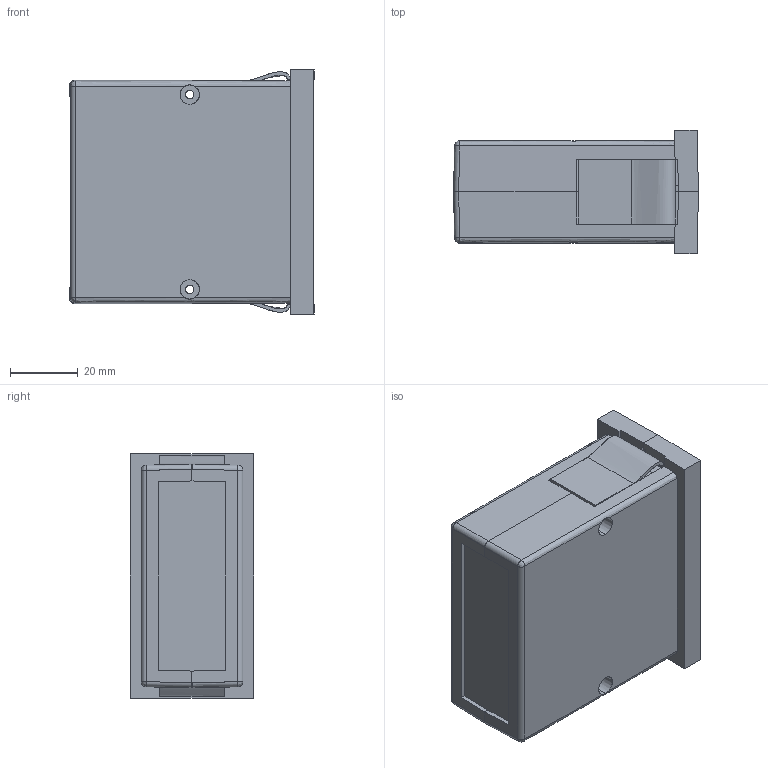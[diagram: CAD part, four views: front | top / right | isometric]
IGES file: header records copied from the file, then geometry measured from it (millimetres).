
Start section: SolidWorks IGES file using analytic representation for surfaces
Global section: file name: KM-61 z zaczepami.IGS; native system: SolidWorks 2013; preprocessor: SolidWorks 2013; author: RAKS; date: 181106.130313; units: millimetre
Bounding box: 72.1 x 36.39 x 71.9 mm (x, y, z)
Surface area: 45264 mm2 (no closed solid volume)
Topology: 0 solids, 0 shells, 370 faces, 4068 edges, 4064 vertices
Faces by surface type: bspline 286, revolution 84
